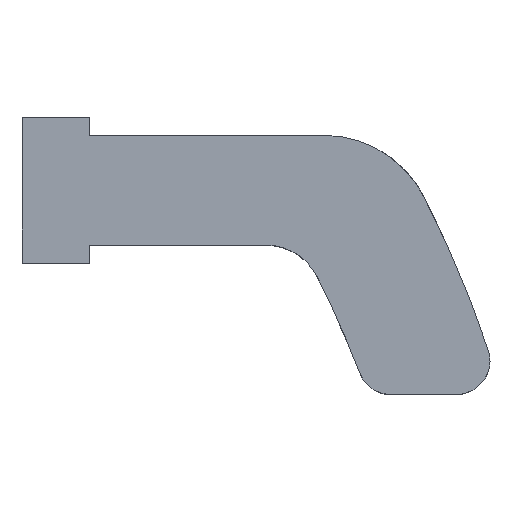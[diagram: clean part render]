
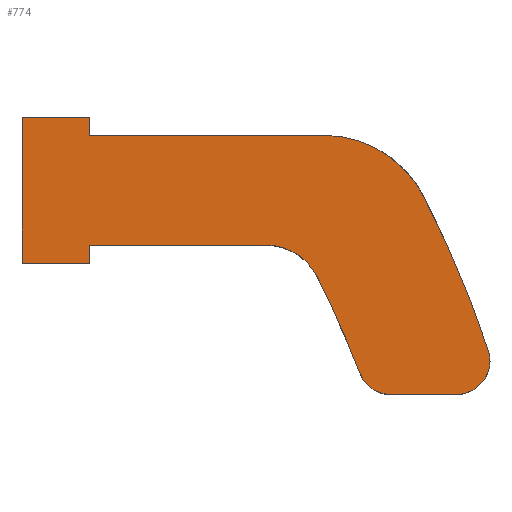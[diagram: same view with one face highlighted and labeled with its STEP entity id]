
A CAD part, top view. The second image highlights one B-rep face of the part: STEP entity #774.
In plain terms, the highlighted planar face has unit normal (0, 0, 1).
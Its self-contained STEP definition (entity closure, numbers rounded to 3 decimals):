
#31=PLANE('',#826);
#43=CIRCLE('',#797,50.);
#46=CIRCLE('',#801,5.);
#48=CIRCLE('',#805,1.5);
#52=CIRCLE('',#811,1.5);
#54=CIRCLE('',#818,2.5);
#56=CIRCLE('',#821,44.);
#69=LINE('',#1048,#120);
#78=LINE('',#1090,#129);
#82=LINE('',#1098,#133);
#85=LINE('',#1104,#136);
#88=LINE('',#1110,#139);
#90=LINE('',#1122,#141);
#93=LINE('',#1128,#144);
#95=LINE('',#1131,#146);
#120=VECTOR('',#870,1000.);
#129=VECTOR('',#899,1000.);
#133=VECTOR('',#905,1000.);
#136=VECTOR('',#910,1000.);
#139=VECTOR('',#915,1000.);
#141=VECTOR('',#933,1000.);
#144=VECTOR('',#938,1000.);
#146=VECTOR('',#942,1000.);
#234=ORIENTED_EDGE('',*,*,#344,.T.);
#235=ORIENTED_EDGE('',*,*,#327,.T.);
#236=ORIENTED_EDGE('',*,*,#348,.T.);
#237=ORIENTED_EDGE('',*,*,#351,.T.);
#238=ORIENTED_EDGE('',*,*,#354,.T.);
#239=ORIENTED_EDGE('',*,*,#357,.F.);
#240=ORIENTED_EDGE('',*,*,#359,.F.);
#241=ORIENTED_EDGE('',*,*,#332,.T.);
#242=ORIENTED_EDGE('',*,*,#361,.T.);
#243=ORIENTED_EDGE('',*,*,#341,.T.);
#244=ORIENTED_EDGE('',*,*,#317,.T.);
#245=ORIENTED_EDGE('',*,*,#324,.T.);
#246=ORIENTED_EDGE('',*,*,#364,.T.);
#247=ORIENTED_EDGE('',*,*,#366,.T.);
#317=EDGE_CURVE('',#393,#392,#43,.T.);
#324=EDGE_CURVE('',#392,#397,#46,.T.);
#327=EDGE_CURVE('',#401,#400,#69,.T.);
#332=EDGE_CURVE('',#406,#405,#48,.T.);
#341=EDGE_CURVE('',#412,#393,#52,.T.);
#344=EDGE_CURVE('',#414,#401,#78,.T.);
#348=EDGE_CURVE('',#400,#416,#82,.T.);
#351=EDGE_CURVE('',#416,#418,#85,.T.);
#354=EDGE_CURVE('',#418,#420,#88,.T.);
#357=EDGE_CURVE('',#422,#420,#54,.T.);
#359=EDGE_CURVE('',#406,#422,#56,.T.);
#361=EDGE_CURVE('',#405,#412,#90,.T.);
#364=EDGE_CURVE('',#397,#424,#93,.T.);
#366=EDGE_CURVE('',#424,#414,#95,.T.);
#392=VERTEX_POINT('',#1017);
#393=VERTEX_POINT('',#1019);
#397=VERTEX_POINT('',#1040);
#400=VERTEX_POINT('',#1047);
#401=VERTEX_POINT('',#1049);
#405=VERTEX_POINT('',#1062);
#406=VERTEX_POINT('',#1064);
#412=VERTEX_POINT('',#1085);
#414=VERTEX_POINT('',#1091);
#416=VERTEX_POINT('',#1097);
#418=VERTEX_POINT('',#1103);
#420=VERTEX_POINT('',#1109);
#422=VERTEX_POINT('',#1115);
#424=VERTEX_POINT('',#1127);
#462=EDGE_LOOP('',(#234,#235,#236,#237,#238,#239,#240,#241,#242,#243,#244,
#245,#246,#247));
#501=FACE_BOUND('',#462,.T.);
#774=ADVANCED_FACE('',(#501),#31,.T.);
#797=AXIS2_PLACEMENT_3D('',#1018,#853,#854);
#801=AXIS2_PLACEMENT_3D('',#1041,#864,#865);
#805=AXIS2_PLACEMENT_3D('',#1063,#877,#878);
#811=AXIS2_PLACEMENT_3D('',#1084,#893,#894);
#818=AXIS2_PLACEMENT_3D('',#1116,#921,#922);
#821=AXIS2_PLACEMENT_3D('',#1119,#927,#928);
#826=AXIS2_PLACEMENT_3D('',#1132,#943,#944);
#853=DIRECTION('',(0.,0.,1.));
#854=DIRECTION('',(1.,0.,0.));
#864=DIRECTION('',(0.,0.,1.));
#865=DIRECTION('',(1.,0.,0.));
#870=DIRECTION('',(0.,-1.,0.));
#877=DIRECTION('',(0.,0.,1.));
#878=DIRECTION('',(1.,0.,0.));
#893=DIRECTION('',(0.,0.,1.));
#894=DIRECTION('',(1.,0.,0.));
#899=DIRECTION('',(-1.,0.,0.));
#905=DIRECTION('',(1.,0.,0.));
#910=DIRECTION('',(0.,1.,0.));
#915=DIRECTION('',(1.,0.,0.));
#921=DIRECTION('',(0.,0.,1.));
#922=DIRECTION('',(1.,0.,0.));
#927=DIRECTION('',(0.,0.,1.));
#928=DIRECTION('',(1.,0.,0.));
#933=DIRECTION('',(1.,0.,0.));
#938=DIRECTION('',(-1.,0.,0.));
#942=DIRECTION('',(0.,1.,0.));
#943=DIRECTION('',(0.,0.,1.));
#944=DIRECTION('',(1.,0.,0.));
#1017=CARTESIAN_POINT('',(17.901,-0.274,2.5));
#1018=CARTESIAN_POINT('',(-26.62,-23.031,2.5));
#1019=CARTESIAN_POINT('',(20.782,-7.123,2.5));
#1040=CARTESIAN_POINT('',(13.449,2.45,2.5));
#1041=CARTESIAN_POINT('',(13.449,-2.55,2.5));
#1047=CARTESIAN_POINT('',(0.,-3.25,2.5));
#1048=CARTESIAN_POINT('',(0.,3.25,2.5));
#1049=CARTESIAN_POINT('',(0.,3.25,2.5));
#1062=CARTESIAN_POINT('',(16.446,-9.1,2.5));
#1063=CARTESIAN_POINT('',(16.446,-7.6,2.5));
#1064=CARTESIAN_POINT('',(15.045,-8.134,2.5));
#1084=CARTESIAN_POINT('',(19.36,-7.6,2.5));
#1085=CARTESIAN_POINT('',(19.36,-9.1,2.5));
#1090=CARTESIAN_POINT('',(3.,3.25,2.5));
#1091=CARTESIAN_POINT('',(3.,3.25,2.5));
#1097=CARTESIAN_POINT('',(3.,-3.25,2.5));
#1098=CARTESIAN_POINT('',(0.,-3.25,2.5));
#1103=CARTESIAN_POINT('',(3.,-2.45,2.5));
#1104=CARTESIAN_POINT('',(3.,-3.25,2.5));
#1109=CARTESIAN_POINT('',(10.899,-2.45,2.5));
#1110=CARTESIAN_POINT('',(3.,-2.45,2.5));
#1115=CARTESIAN_POINT('',(13.126,-3.814,2.5));
#1116=CARTESIAN_POINT('',(10.899,-4.95,2.5));
#1119=CARTESIAN_POINT('',(-26.07,-23.806,2.5));
#1122=CARTESIAN_POINT('',(16.446,-9.1,2.5));
#1127=CARTESIAN_POINT('',(3.,2.45,2.5));
#1128=CARTESIAN_POINT('',(13.449,2.45,2.5));
#1131=CARTESIAN_POINT('',(3.,2.45,2.5));
#1132=CARTESIAN_POINT('',(10.899,-4.95,2.5));
